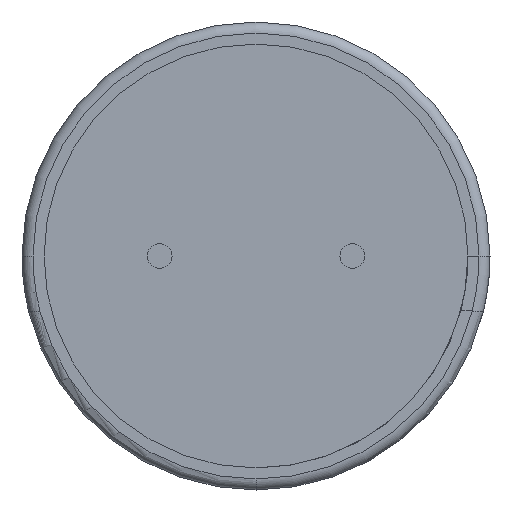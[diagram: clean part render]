
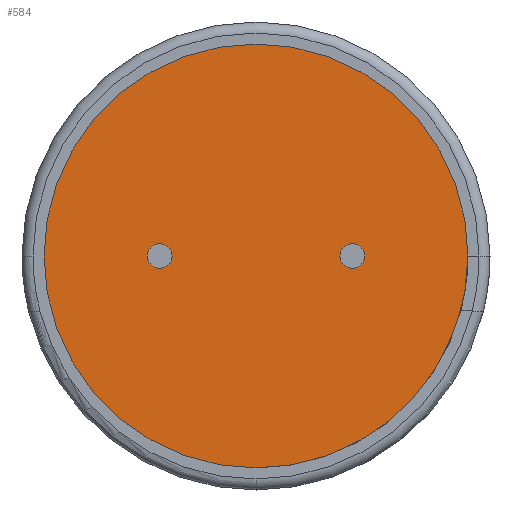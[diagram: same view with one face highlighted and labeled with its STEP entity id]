
A CAD part, front view. The second image highlights one B-rep face of the part: STEP entity #584.
In plain terms, the highlighted planar face has unit normal (0, -1, 0).
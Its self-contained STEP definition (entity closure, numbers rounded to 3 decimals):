
#29 = DIRECTION ( 'NONE',  ( 0., 0., -1. ) ) ;
#35 = DIRECTION ( 'NONE',  ( 0., 0., -1. ) ) ;
#60 = EDGE_CURVE ( 'NONE', #2385, #71, #2629, .T. ) ;
#71 = VERTEX_POINT ( 'NONE', #2454 ) ;
#175 = CARTESIAN_POINT ( 'NONE',  ( 1.75, 0.4, 0. ) ) ;
#230 = CARTESIAN_POINT ( 'NONE',  ( -1.525, 0.4, 0. ) ) ;
#236 = CIRCLE ( 'NONE', #2235, 3.85 ) ;
#243 = CARTESIAN_POINT ( 'NONE',  ( -1.75, 0.4, 0. ) ) ;
#340 = PLANE ( 'NONE',  #690 ) ;
#422 = CARTESIAN_POINT ( 'NONE',  ( 0., 0.4, -3.85 ) ) ;
#423 = EDGE_LOOP ( 'NONE', ( #1844, #2317 ) ) ;
#465 = AXIS2_PLACEMENT_3D ( 'NONE', #243, #665, #35 ) ;
#584 = ADVANCED_FACE ( 'NONE', ( #1302, #2572, #2095 ), #340, .T. ) ;
#665 = DIRECTION ( 'NONE',  ( 0., -1., 0. ) ) ;
#690 = AXIS2_PLACEMENT_3D ( 'NONE', #2451, #737, #29 ) ;
#737 = DIRECTION ( 'NONE',  ( 0., -1., 0. ) ) ;
#779 = DIRECTION ( 'NONE',  ( 0., 0., -1. ) ) ;
#938 = CARTESIAN_POINT ( 'NONE',  ( 1.975, 0.4, 0. ) ) ;
#941 = DIRECTION ( 'NONE',  ( 0., 0., -1. ) ) ;
#977 = CIRCLE ( 'NONE', #2645, 0.225 ) ;
#1028 = DIRECTION ( 'NONE',  ( 0., -1., 0. ) ) ;
#1082 = EDGE_LOOP ( 'NONE', ( #1935, #1603 ) ) ;
#1123 = CARTESIAN_POINT ( 'NONE',  ( 1.525, 0.4, 0. ) ) ;
#1187 = DIRECTION ( 'NONE',  ( 0., -1., 0. ) ) ;
#1207 = DIRECTION ( 'NONE',  ( 0., -1., 0. ) ) ;
#1209 = AXIS2_PLACEMENT_3D ( 'NONE', #1423, #1028, #941 ) ;
#1302 = FACE_BOUND ( 'NONE', #1406, .T. ) ;
#1343 = ORIENTED_EDGE ( 'NONE', *, *, #2330, .F. ) ;
#1346 = CARTESIAN_POINT ( 'NONE',  ( 1.75, 0.4, 0. ) ) ;
#1405 = VERTEX_POINT ( 'NONE', #2649 ) ;
#1406 = EDGE_LOOP ( 'NONE', ( #1839, #1343 ) ) ;
#1423 = CARTESIAN_POINT ( 'NONE',  ( 0., 0.4, 0. ) ) ;
#1445 = CIRCLE ( 'NONE', #2524, 0.225 ) ;
#1555 = DIRECTION ( 'NONE',  ( 0., 0., -1. ) ) ;
#1561 = DIRECTION ( 'NONE',  ( 0., 0., -1. ) ) ;
#1570 = DIRECTION ( 'NONE',  ( 0., -1., 0. ) ) ;
#1603 = ORIENTED_EDGE ( 'NONE', *, *, #2643, .F. ) ;
#1645 = VERTEX_POINT ( 'NONE', #230 ) ;
#1690 = EDGE_CURVE ( 'NONE', #1405, #1645, #977, .T. ) ;
#1839 = ORIENTED_EDGE ( 'NONE', *, *, #1690, .F. ) ;
#1844 = ORIENTED_EDGE ( 'NONE', *, *, #60, .T. ) ;
#1897 = VERTEX_POINT ( 'NONE', #938 ) ;
#1925 = CARTESIAN_POINT ( 'NONE',  ( 0., 0.4, 0. ) ) ;
#1935 = ORIENTED_EDGE ( 'NONE', *, *, #2614, .F. ) ;
#1961 = VERTEX_POINT ( 'NONE', #1123 ) ;
#2087 = CIRCLE ( 'NONE', #465, 0.225 ) ;
#2095 = FACE_OUTER_BOUND ( 'NONE', #423, .T. ) ;
#2194 = CARTESIAN_POINT ( 'NONE',  ( -1.75, 0.4, 0. ) ) ;
#2235 = AXIS2_PLACEMENT_3D ( 'NONE', #1925, #1187, #779 ) ;
#2249 = AXIS2_PLACEMENT_3D ( 'NONE', #175, #1207, #1561 ) ;
#2317 = ORIENTED_EDGE ( 'NONE', *, *, #2449, .T. ) ;
#2330 = EDGE_CURVE ( 'NONE', #1645, #1405, #2087, .T. ) ;
#2385 = VERTEX_POINT ( 'NONE', #422 ) ;
#2449 = EDGE_CURVE ( 'NONE', #71, #2385, #236, .T. ) ;
#2451 = CARTESIAN_POINT ( 'NONE',  ( 0., 0.4, 0. ) ) ;
#2454 = CARTESIAN_POINT ( 'NONE',  ( 0., 0.4, 3.85 ) ) ;
#2478 = CIRCLE ( 'NONE', #2249, 0.225 ) ;
#2522 = DIRECTION ( 'NONE',  ( 0., -1., 0. ) ) ;
#2524 = AXIS2_PLACEMENT_3D ( 'NONE', #1346, #2522, #2647 ) ;
#2572 = FACE_BOUND ( 'NONE', #1082, .T. ) ;
#2614 = EDGE_CURVE ( 'NONE', #1961, #1897, #2478, .T. ) ;
#2629 = CIRCLE ( 'NONE', #1209, 3.85 ) ;
#2643 = EDGE_CURVE ( 'NONE', #1897, #1961, #1445, .T. ) ;
#2645 = AXIS2_PLACEMENT_3D ( 'NONE', #2194, #1570, #1555 ) ;
#2647 = DIRECTION ( 'NONE',  ( 0., 0., -1. ) ) ;
#2649 = CARTESIAN_POINT ( 'NONE',  ( -1.975, 0.4, 0. ) ) ;
